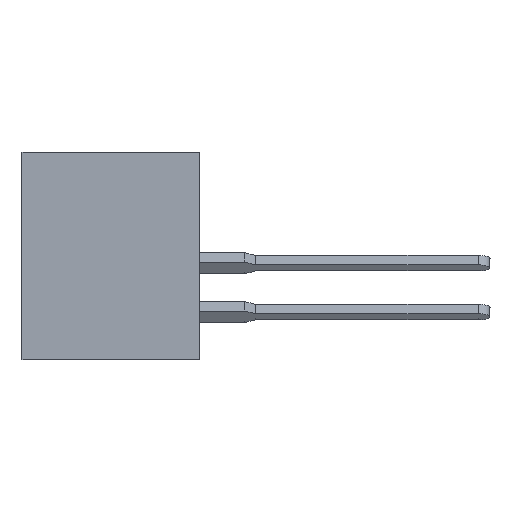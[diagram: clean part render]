
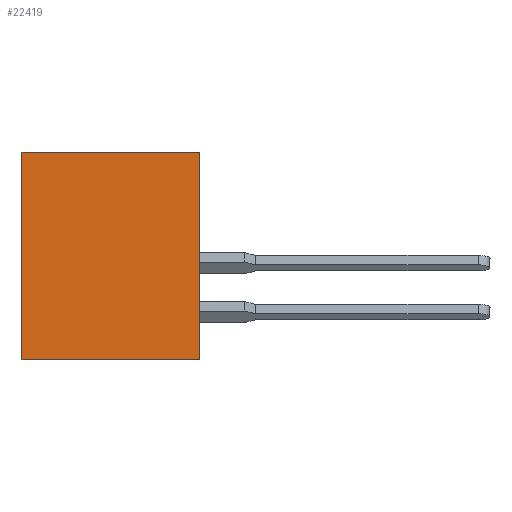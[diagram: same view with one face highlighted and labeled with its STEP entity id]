
A CAD part, left-side view. The second image highlights one B-rep face of the part: STEP entity #22419.
In plain terms, the highlighted planar face has unit normal (-1, 0, 0).
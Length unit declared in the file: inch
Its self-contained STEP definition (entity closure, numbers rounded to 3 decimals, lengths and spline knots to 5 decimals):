
#830 = CARTESIAN_POINT ( 'NONE',  ( 0., 0.453, 0. ) ) ;
#1679 = CARTESIAN_POINT ( 'NONE',  ( 0., 0.453, -0.531 ) ) ;
#2362 = LINE ( 'NONE', #16167, #19307 ) ;
#3207 = VERTEX_POINT ( 'NONE', #16260 ) ;
#3210 = CARTESIAN_POINT ( 'NONE',  ( 0., 0.453, 0. ) ) ;
#3364 = LINE ( 'NONE', #830, #10295 ) ;
#4392 = DIRECTION ( 'NONE',  ( 0., -1., 0. ) ) ;
#4433 = ORIENTED_EDGE ( 'NONE', *, *, #17722, .T. ) ;
#5000 = DIRECTION ( 'NONE',  ( 0., 0., -1. ) ) ;
#6904 = EDGE_CURVE ( 'NONE', #15681, #21956, #11629, .T. ) ;
#8882 = PLANE ( 'NONE',  #18299 ) ;
#8986 = CARTESIAN_POINT ( 'NONE',  ( 0., 0., 0. ) ) ;
#10295 = VECTOR ( 'NONE', #11679, 39.37008 ) ;
#11629 = LINE ( 'NONE', #11655, #18277 ) ;
#11655 = CARTESIAN_POINT ( 'NONE',  ( 0., 0.453, 0. ) ) ;
#11679 = DIRECTION ( 'NONE',  ( 0., 0., 1. ) ) ;
#11868 = ORIENTED_EDGE ( 'NONE', *, *, #13648, .T. ) ;
#12211 = DIRECTION ( 'NONE',  ( 1., 0., 0. ) ) ;
#12738 = CARTESIAN_POINT ( 'NONE',  ( 0., 0.453, -0.531 ) ) ;
#13329 = VECTOR ( 'NONE', #21786, 39.37008 ) ;
#13648 = EDGE_CURVE ( 'NONE', #3207, #21956, #2362, .T. ) ;
#14996 = CARTESIAN_POINT ( 'NONE',  ( 0., 0.453, 0. ) ) ;
#15520 = LINE ( 'NONE', #12738, #13329 ) ;
#15644 = EDGE_LOOP ( 'NONE', ( #11868, #18051, #23021, #4433 ) ) ;
#15681 = VERTEX_POINT ( 'NONE', #14996 ) ;
#15979 = EDGE_CURVE ( 'NONE', #21204, #15681, #3364, .T. ) ;
#16167 = CARTESIAN_POINT ( 'NONE',  ( 0., 0., 0. ) ) ;
#16260 = CARTESIAN_POINT ( 'NONE',  ( 0., 0., -0.531 ) ) ;
#17722 = EDGE_CURVE ( 'NONE', #21204, #3207, #15520, .T. ) ;
#17955 = DIRECTION ( 'NONE',  ( 0., 0., 1. ) ) ;
#18051 = ORIENTED_EDGE ( 'NONE', *, *, #6904, .F. ) ;
#18277 = VECTOR ( 'NONE', #4392, 39.37008 ) ;
#18299 = AXIS2_PLACEMENT_3D ( 'NONE', #3210, #12211, #5000 ) ;
#19307 = VECTOR ( 'NONE', #17955, 39.37008 ) ;
#20882 = FACE_OUTER_BOUND ( 'NONE', #15644, .T. ) ;
#21204 = VERTEX_POINT ( 'NONE', #1679 ) ;
#21786 = DIRECTION ( 'NONE',  ( 0., -1., 0. ) ) ;
#21956 = VERTEX_POINT ( 'NONE', #8986 ) ;
#22419 = ADVANCED_FACE ( 'NONE', ( #20882 ), #8882, .F. ) ;
#23021 = ORIENTED_EDGE ( 'NONE', *, *, #15979, .F. ) ;
